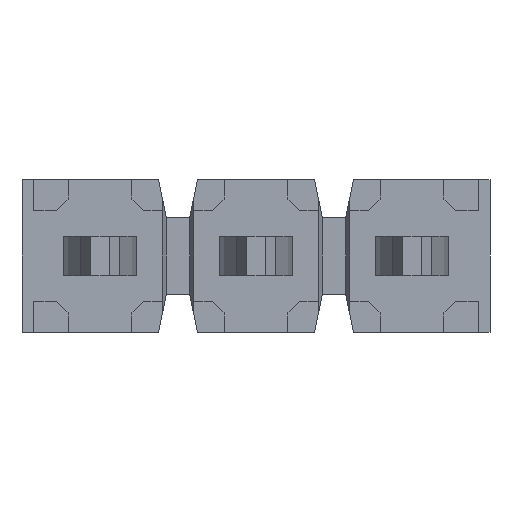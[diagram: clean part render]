
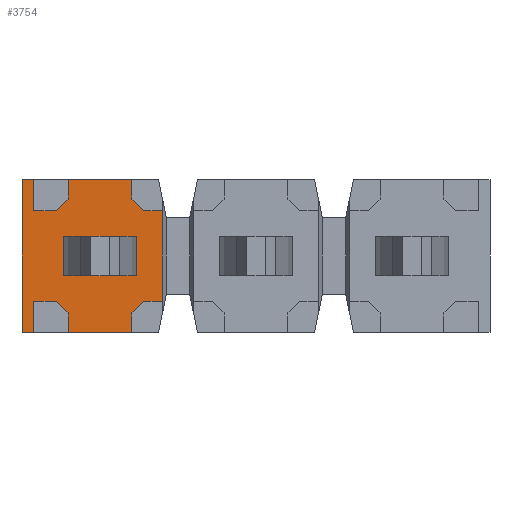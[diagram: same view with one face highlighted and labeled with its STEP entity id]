
A CAD part, front view. The second image highlights one B-rep face of the part: STEP entity #3754.
In plain terms, the highlighted planar face has unit normal (0, -1, 0).
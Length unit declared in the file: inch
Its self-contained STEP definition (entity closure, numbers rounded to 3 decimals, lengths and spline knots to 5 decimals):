
#713=ORIENTED_EDGE('',*,*,#1551,.T.);
#714=ORIENTED_EDGE('',*,*,#1552,.T.);
#715=ORIENTED_EDGE('',*,*,#1553,.T.);
#716=ORIENTED_EDGE('',*,*,#1554,.T.);
#717=ORIENTED_EDGE('',*,*,#1555,.T.);
#718=ORIENTED_EDGE('',*,*,#1556,.T.);
#719=ORIENTED_EDGE('',*,*,#1557,.T.);
#720=ORIENTED_EDGE('',*,*,#1558,.T.);
#721=ORIENTED_EDGE('',*,*,#1441,.F.);
#722=ORIENTED_EDGE('',*,*,#1559,.F.);
#723=ORIENTED_EDGE('',*,*,#1560,.F.);
#724=ORIENTED_EDGE('',*,*,#1561,.F.);
#725=ORIENTED_EDGE('',*,*,#1532,.F.);
#726=ORIENTED_EDGE('',*,*,#1562,.F.);
#727=ORIENTED_EDGE('',*,*,#1563,.F.);
#728=ORIENTED_EDGE('',*,*,#1564,.F.);
#729=ORIENTED_EDGE('',*,*,#1565,.F.);
#730=ORIENTED_EDGE('',*,*,#1528,.F.);
#731=ORIENTED_EDGE('',*,*,#1566,.F.);
#732=ORIENTED_EDGE('',*,*,#1476,.F.);
#733=ORIENTED_EDGE('',*,*,#1567,.F.);
#734=ORIENTED_EDGE('',*,*,#1568,.F.);
#735=ORIENTED_EDGE('',*,*,#1569,.F.);
#736=ORIENTED_EDGE('',*,*,#1570,.F.);
#737=ORIENTED_EDGE('',*,*,#1472,.F.);
#738=ORIENTED_EDGE('',*,*,#1571,.F.);
#739=ORIENTED_EDGE('',*,*,#1572,.F.);
#740=ORIENTED_EDGE('',*,*,#1573,.F.);
#1441=EDGE_CURVE('',#1899,#1900,#2293,.T.);
#1472=EDGE_CURVE('',#1923,#1924,#2324,.T.);
#1476=EDGE_CURVE('',#1927,#1928,#2328,.T.);
#1528=EDGE_CURVE('',#1966,#1967,#2380,.T.);
#1532=EDGE_CURVE('',#1970,#1971,#2384,.T.);
#1551=EDGE_CURVE('',#1981,#1982,#2403,.T.);
#1552=EDGE_CURVE('',#1982,#1983,#2404,.T.);
#1553=EDGE_CURVE('',#1983,#1984,#2405,.T.);
#1554=EDGE_CURVE('',#1984,#1985,#2406,.T.);
#1555=EDGE_CURVE('',#1985,#1986,#2407,.T.);
#1556=EDGE_CURVE('',#1986,#1987,#2408,.T.);
#1557=EDGE_CURVE('',#1987,#1988,#2409,.T.);
#1558=EDGE_CURVE('',#1988,#1981,#2410,.T.);
#1559=EDGE_CURVE('',#1989,#1899,#2411,.T.);
#1560=EDGE_CURVE('',#1990,#1989,#2412,.T.);
#1561=EDGE_CURVE('',#1971,#1990,#2413,.T.);
#1562=EDGE_CURVE('',#1991,#1970,#2414,.T.);
#1563=EDGE_CURVE('',#1992,#1991,#2415,.T.);
#1564=EDGE_CURVE('',#1993,#1992,#2416,.T.);
#1565=EDGE_CURVE('',#1967,#1993,#2417,.T.);
#1566=EDGE_CURVE('',#1928,#1966,#2418,.T.);
#1567=EDGE_CURVE('',#1994,#1927,#2419,.T.);
#1568=EDGE_CURVE('',#1995,#1994,#2420,.T.);
#1569=EDGE_CURVE('',#1996,#1995,#2421,.T.);
#1570=EDGE_CURVE('',#1924,#1996,#2422,.T.);
#1571=EDGE_CURVE('',#1997,#1923,#2423,.T.);
#1572=EDGE_CURVE('',#1998,#1997,#2424,.T.);
#1573=EDGE_CURVE('',#1900,#1998,#2425,.T.);
#1899=VERTEX_POINT('',#5644);
#1900=VERTEX_POINT('',#5646);
#1923=VERTEX_POINT('',#5706);
#1924=VERTEX_POINT('',#5708);
#1927=VERTEX_POINT('',#5714);
#1928=VERTEX_POINT('',#5716);
#1966=VERTEX_POINT('',#5814);
#1967=VERTEX_POINT('',#5816);
#1970=VERTEX_POINT('',#5822);
#1971=VERTEX_POINT('',#5824);
#1981=VERTEX_POINT('',#5858);
#1982=VERTEX_POINT('',#5859);
#1983=VERTEX_POINT('',#5861);
#1984=VERTEX_POINT('',#5863);
#1985=VERTEX_POINT('',#5865);
#1986=VERTEX_POINT('',#5867);
#1987=VERTEX_POINT('',#5869);
#1988=VERTEX_POINT('',#5871);
#1989=VERTEX_POINT('',#5874);
#1990=VERTEX_POINT('',#5876);
#1991=VERTEX_POINT('',#5879);
#1992=VERTEX_POINT('',#5881);
#1993=VERTEX_POINT('',#5883);
#1994=VERTEX_POINT('',#5887);
#1995=VERTEX_POINT('',#5889);
#1996=VERTEX_POINT('',#5891);
#1997=VERTEX_POINT('',#5894);
#1998=VERTEX_POINT('',#5896);
#2293=LINE('',#5645,#2793);
#2324=LINE('',#5707,#2824);
#2328=LINE('',#5715,#2828);
#2380=LINE('',#5815,#2880);
#2384=LINE('',#5823,#2884);
#2403=LINE('',#5857,#2903);
#2404=LINE('',#5860,#2904);
#2405=LINE('',#5862,#2905);
#2406=LINE('',#5864,#2906);
#2407=LINE('',#5866,#2907);
#2408=LINE('',#5868,#2908);
#2409=LINE('',#5870,#2909);
#2410=LINE('',#5872,#2910);
#2411=LINE('',#5873,#2911);
#2412=LINE('',#5875,#2912);
#2413=LINE('',#5877,#2913);
#2414=LINE('',#5878,#2914);
#2415=LINE('',#5880,#2915);
#2416=LINE('',#5882,#2916);
#2417=LINE('',#5884,#2917);
#2418=LINE('',#5885,#2918);
#2419=LINE('',#5886,#2919);
#2420=LINE('',#5888,#2920);
#2421=LINE('',#5890,#2921);
#2422=LINE('',#5892,#2922);
#2423=LINE('',#5893,#2923);
#2424=LINE('',#5895,#2924);
#2425=LINE('',#5897,#2925);
#2793=VECTOR('',#4599,39.37008);
#2824=VECTOR('',#4644,39.37008);
#2828=VECTOR('',#4648,39.37008);
#2880=VECTOR('',#4718,39.37008);
#2884=VECTOR('',#4722,39.37008);
#2903=VECTOR('',#4751,39.37008);
#2904=VECTOR('',#4752,39.37008);
#2905=VECTOR('',#4753,39.37008);
#2906=VECTOR('',#4754,39.37008);
#2907=VECTOR('',#4755,39.37008);
#2908=VECTOR('',#4756,39.37008);
#2909=VECTOR('',#4757,39.37008);
#2910=VECTOR('',#4758,39.37008);
#2911=VECTOR('',#4759,39.37008);
#2912=VECTOR('',#4760,39.37008);
#2913=VECTOR('',#4761,39.37008);
#2914=VECTOR('',#4762,39.37008);
#2915=VECTOR('',#4763,39.37008);
#2916=VECTOR('',#4764,39.37008);
#2917=VECTOR('',#4765,39.37008);
#2918=VECTOR('',#4766,39.37008);
#2919=VECTOR('',#4767,39.37008);
#2920=VECTOR('',#4768,39.37008);
#2921=VECTOR('',#4769,39.37008);
#2922=VECTOR('',#4770,39.37008);
#2923=VECTOR('',#4771,39.37008);
#2924=VECTOR('',#4772,39.37008);
#2925=VECTOR('',#4773,39.37008);
#3169=EDGE_LOOP('',(#713,#714,#715,#716,#717,#718,#719,#720));
#3170=EDGE_LOOP('',(#721,#722,#723,#724,#725,#726,#727,#728,#729,#730,#731,
#732,#733,#734,#735,#736,#737,#738,#739,#740));
#3381=FACE_BOUND('',#3169,.T.);
#3382=FACE_BOUND('',#3170,.T.);
#3560=PLANE('',#4011);
#3754=ADVANCED_FACE('',(#3381,#3382),#3560,.F.);
#4011=AXIS2_PLACEMENT_3D('',#5856,#4749,#4750);
#4599=DIRECTION('',(0.,0.,-1.));
#4644=DIRECTION('',(-1.,0.,0.));
#4648=DIRECTION('',(-1.,0.,0.));
#4718=DIRECTION('',(1.,0.,0.));
#4722=DIRECTION('',(1.,0.,0.));
#4749=DIRECTION('',(0.,1.,0.));
#4750=DIRECTION('',(0.,0.,1.));
#4751=DIRECTION('',(-1.,0.,0.));
#4752=DIRECTION('',(0.,0.,1.));
#4753=DIRECTION('',(1.,0.,0.));
#4754=DIRECTION('',(0.,0.,-1.));
#4755=DIRECTION('',(-1.,0.,0.));
#4756=DIRECTION('',(0.,0.,1.));
#4757=DIRECTION('',(-1.,0.,0.));
#4758=DIRECTION('',(0.,0.,-1.));
#4759=DIRECTION('',(1.,0.,0.));
#4760=DIRECTION('',(0.707,0.,-0.707));
#4761=DIRECTION('',(0.,0.,-1.));
#4762=DIRECTION('',(0.,0.,1.));
#4763=DIRECTION('',(0.707,0.,0.707));
#4764=DIRECTION('',(1.,0.,0.));
#4765=DIRECTION('',(0.,0.,-1.));
#4766=DIRECTION('',(0.,0.,1.));
#4767=DIRECTION('',(0.,0.,-1.));
#4768=DIRECTION('',(-1.,0.,0.));
#4769=DIRECTION('',(-0.707,0.,0.707));
#4770=DIRECTION('',(0.,0.,1.));
#4771=DIRECTION('',(0.,0.,-1.));
#4772=DIRECTION('',(-0.707,0.,-0.707));
#4773=DIRECTION('',(-1.,0.,0.));
#5644=CARTESIAN_POINT('',(-0.06,0.02,0.029));
#5645=CARTESIAN_POINT('',(-0.06,0.02,0.));
#5646=CARTESIAN_POINT('',(-0.06,0.02,-0.029));
#5706=CARTESIAN_POINT('',(-0.0795,0.02,-0.049));
#5707=CARTESIAN_POINT('',(-0.0795,0.02,-0.049));
#5708=CARTESIAN_POINT('',(-0.1205,0.02,-0.049));
#5714=CARTESIAN_POINT('',(-0.1425,0.02,-0.049));
#5715=CARTESIAN_POINT('',(-0.1425,0.02,-0.049));
#5716=CARTESIAN_POINT('',(-0.15,0.02,-0.049));
#5814=CARTESIAN_POINT('',(-0.15,0.02,0.049));
#5815=CARTESIAN_POINT('',(-0.1575,0.02,0.049));
#5816=CARTESIAN_POINT('',(-0.1425,0.02,0.049));
#5822=CARTESIAN_POINT('',(-0.1205,0.02,0.049));
#5823=CARTESIAN_POINT('',(-0.1205,0.02,0.049));
#5824=CARTESIAN_POINT('',(-0.0795,0.02,0.049));
#5856=CARTESIAN_POINT('',(0.,0.02,0.));
#5857=CARTESIAN_POINT('',(-0.10655,0.02,-0.0125));
#5858=CARTESIAN_POINT('',(-0.10655,0.02,-0.0125));
#5859=CARTESIAN_POINT('',(-0.1125,0.02,-0.0125));
#5860=CARTESIAN_POINT('',(-0.1125,0.02,-0.0125));
#5861=CARTESIAN_POINT('',(-0.1125,0.02,0.0125));
#5862=CARTESIAN_POINT('',(-0.1125,0.02,0.0125));
#5863=CARTESIAN_POINT('',(-0.0875,0.02,0.0125));
#5864=CARTESIAN_POINT('',(-0.0875,0.02,0.0125));
#5865=CARTESIAN_POINT('',(-0.0875,0.02,-0.0125));
#5866=CARTESIAN_POINT('',(-0.0875,0.02,-0.0125));
#5867=CARTESIAN_POINT('',(-0.09385,0.02,-0.0125));
#5868=CARTESIAN_POINT('',(-0.09385,0.02,-0.0125));
#5869=CARTESIAN_POINT('',(-0.09385,0.02,-0.011));
#5870=CARTESIAN_POINT('',(-0.09385,0.02,-0.011));
#5871=CARTESIAN_POINT('',(-0.10655,0.02,-0.011));
#5872=CARTESIAN_POINT('',(-0.10655,0.02,-0.011));
#5873=CARTESIAN_POINT('',(-0.072,0.02,0.029));
#5874=CARTESIAN_POINT('',(-0.072,0.02,0.029));
#5875=CARTESIAN_POINT('',(-0.0795,0.02,0.0365));
#5876=CARTESIAN_POINT('',(-0.0795,0.02,0.0365));
#5877=CARTESIAN_POINT('',(-0.0795,0.02,0.049));
#5878=CARTESIAN_POINT('',(-0.1205,0.02,0.0365));
#5879=CARTESIAN_POINT('',(-0.1205,0.02,0.0365));
#5880=CARTESIAN_POINT('',(-0.128,0.02,0.029));
#5881=CARTESIAN_POINT('',(-0.128,0.02,0.029));
#5882=CARTESIAN_POINT('',(-0.1425,0.02,0.029));
#5883=CARTESIAN_POINT('',(-0.1425,0.02,0.029));
#5884=CARTESIAN_POINT('',(-0.1425,0.02,0.049));
#5885=CARTESIAN_POINT('',(-0.15,0.02,-0.049));
#5886=CARTESIAN_POINT('',(-0.1425,0.02,-0.029));
#5887=CARTESIAN_POINT('',(-0.1425,0.02,-0.029));
#5888=CARTESIAN_POINT('',(-0.128,0.02,-0.029));
#5889=CARTESIAN_POINT('',(-0.128,0.02,-0.029));
#5890=CARTESIAN_POINT('',(-0.1205,0.02,-0.0365));
#5891=CARTESIAN_POINT('',(-0.1205,0.02,-0.0365));
#5892=CARTESIAN_POINT('',(-0.1205,0.02,-0.049));
#5893=CARTESIAN_POINT('',(-0.0795,0.02,-0.0365));
#5894=CARTESIAN_POINT('',(-0.0795,0.02,-0.0365));
#5895=CARTESIAN_POINT('',(-0.072,0.02,-0.029));
#5896=CARTESIAN_POINT('',(-0.072,0.02,-0.029));
#5897=CARTESIAN_POINT('',(-0.0575,0.02,-0.029));
